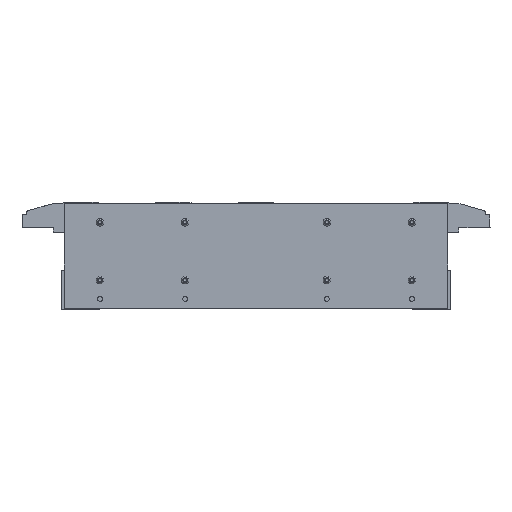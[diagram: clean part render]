
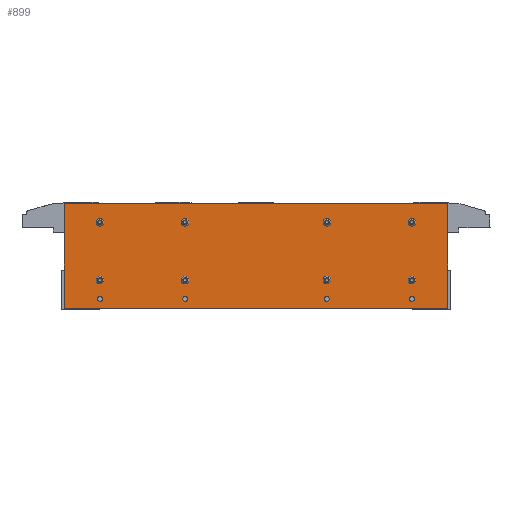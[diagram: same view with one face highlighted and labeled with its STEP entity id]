
A CAD part, top view. The second image highlights one B-rep face of the part: STEP entity #899.
In plain terms, the highlighted planar face has unit normal (0, 0, 1).
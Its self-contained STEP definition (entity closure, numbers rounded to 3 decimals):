
#70=AXIS2_PLACEMENT_3D('Circle Axis2P3D',#68,#69,$) ;
#87=AXIS2_PLACEMENT_3D('Circle Axis2P3D',#85,#86,$) ;
#127=AXIS2_PLACEMENT_3D('Circle Axis2P3D',#125,#126,$) ;
#144=AXIS2_PLACEMENT_3D('Circle Axis2P3D',#142,#143,$) ;
#184=AXIS2_PLACEMENT_3D('Circle Axis2P3D',#182,#183,$) ;
#201=AXIS2_PLACEMENT_3D('Circle Axis2P3D',#199,#200,$) ;
#241=AXIS2_PLACEMENT_3D('Circle Axis2P3D',#239,#240,$) ;
#258=AXIS2_PLACEMENT_3D('Circle Axis2P3D',#256,#257,$) ;
#298=AXIS2_PLACEMENT_3D('Circle Axis2P3D',#296,#297,$) ;
#315=AXIS2_PLACEMENT_3D('Circle Axis2P3D',#313,#314,$) ;
#355=AXIS2_PLACEMENT_3D('Circle Axis2P3D',#353,#354,$) ;
#372=AXIS2_PLACEMENT_3D('Circle Axis2P3D',#370,#371,$) ;
#389=AXIS2_PLACEMENT_3D('Circle Axis2P3D',#387,#388,$) ;
#424=AXIS2_PLACEMENT_3D('Circle Axis2P3D',#422,#423,$) ;
#446=AXIS2_PLACEMENT_3D('Circle Axis2P3D',#444,#445,$) ;
#481=AXIS2_PLACEMENT_3D('Circle Axis2P3D',#479,#480,$) ;
#503=AXIS2_PLACEMENT_3D('Circle Axis2P3D',#501,#502,$) ;
#538=AXIS2_PLACEMENT_3D('Circle Axis2P3D',#536,#537,$) ;
#560=AXIS2_PLACEMENT_3D('Circle Axis2P3D',#558,#559,$) ;
#595=AXIS2_PLACEMENT_3D('Circle Axis2P3D',#593,#594,$) ;
#617=AXIS2_PLACEMENT_3D('Circle Axis2P3D',#615,#616,$) ;
#652=AXIS2_PLACEMENT_3D('Circle Axis2P3D',#650,#651,$) ;
#674=AXIS2_PLACEMENT_3D('Circle Axis2P3D',#672,#673,$) ;
#709=AXIS2_PLACEMENT_3D('Circle Axis2P3D',#707,#708,$) ;
#815=AXIS2_PLACEMENT_3D('Plane Axis2P3D',#812,#813,#814) ;
#51=CARTESIAN_POINT('Vertex',(72.806,31.199,5.)) ;
#65=CARTESIAN_POINT('Vertex',(77.194,28.801,5.)) ;
#68=CARTESIAN_POINT('Axis2P3D Location',(75.,30.,5.)) ;
#85=CARTESIAN_POINT('Axis2P3D Location',(75.,30.,5.)) ;
#108=CARTESIAN_POINT('Vertex',(77.194,89.801,5.)) ;
#122=CARTESIAN_POINT('Vertex',(72.806,92.199,5.)) ;
#125=CARTESIAN_POINT('Axis2P3D Location',(75.,91.,5.)) ;
#142=CARTESIAN_POINT('Axis2P3D Location',(75.,91.,5.)) ;
#165=CARTESIAN_POINT('Vertex',(72.806,11.199,5.)) ;
#179=CARTESIAN_POINT('Vertex',(77.194,8.801,5.)) ;
#182=CARTESIAN_POINT('Axis2P3D Location',(75.,10.,5.)) ;
#199=CARTESIAN_POINT('Axis2P3D Location',(75.,10.,5.)) ;
#222=CARTESIAN_POINT('Vertex',(162.806,31.199,5.)) ;
#236=CARTESIAN_POINT('Vertex',(167.194,28.801,5.)) ;
#239=CARTESIAN_POINT('Axis2P3D Location',(165.,30.,5.)) ;
#256=CARTESIAN_POINT('Axis2P3D Location',(165.,30.,5.)) ;
#279=CARTESIAN_POINT('Vertex',(162.806,11.199,5.)) ;
#293=CARTESIAN_POINT('Vertex',(167.194,8.801,5.)) ;
#296=CARTESIAN_POINT('Axis2P3D Location',(165.,10.,5.)) ;
#313=CARTESIAN_POINT('Axis2P3D Location',(165.,10.,5.)) ;
#336=CARTESIAN_POINT('Vertex',(162.806,92.199,5.)) ;
#350=CARTESIAN_POINT('Vertex',(167.194,89.801,5.)) ;
#353=CARTESIAN_POINT('Axis2P3D Location',(165.,91.,5.)) ;
#370=CARTESIAN_POINT('Axis2P3D Location',(165.,91.,5.)) ;
#387=CARTESIAN_POINT('Axis2P3D Location',(-75.,30.,5.)) ;
#391=CARTESIAN_POINT('Vertex',(-77.194,28.801,5.)) ;
#393=CARTESIAN_POINT('Vertex',(-72.806,31.199,5.)) ;
#422=CARTESIAN_POINT('Axis2P3D Location',(-75.,30.,5.)) ;
#444=CARTESIAN_POINT('Axis2P3D Location',(-75.,91.,5.)) ;
#448=CARTESIAN_POINT('Vertex',(-72.806,92.199,5.)) ;
#450=CARTESIAN_POINT('Vertex',(-77.194,89.801,5.)) ;
#479=CARTESIAN_POINT('Axis2P3D Location',(-75.,91.,5.)) ;
#501=CARTESIAN_POINT('Axis2P3D Location',(-75.,10.,5.)) ;
#505=CARTESIAN_POINT('Vertex',(-77.194,8.801,5.)) ;
#507=CARTESIAN_POINT('Vertex',(-72.806,11.199,5.)) ;
#536=CARTESIAN_POINT('Axis2P3D Location',(-75.,10.,5.)) ;
#558=CARTESIAN_POINT('Axis2P3D Location',(-165.,30.,5.)) ;
#562=CARTESIAN_POINT('Vertex',(-167.194,28.801,5.)) ;
#564=CARTESIAN_POINT('Vertex',(-162.806,31.199,5.)) ;
#593=CARTESIAN_POINT('Axis2P3D Location',(-165.,30.,5.)) ;
#615=CARTESIAN_POINT('Axis2P3D Location',(-165.,10.,5.)) ;
#619=CARTESIAN_POINT('Vertex',(-167.194,8.801,5.)) ;
#621=CARTESIAN_POINT('Vertex',(-162.806,11.199,5.)) ;
#650=CARTESIAN_POINT('Axis2P3D Location',(-165.,10.,5.)) ;
#672=CARTESIAN_POINT('Axis2P3D Location',(-165.,91.,5.)) ;
#676=CARTESIAN_POINT('Vertex',(-167.194,89.801,5.)) ;
#678=CARTESIAN_POINT('Vertex',(-162.806,92.199,5.)) ;
#707=CARTESIAN_POINT('Axis2P3D Location',(-165.,91.,5.)) ;
#812=CARTESIAN_POINT('Axis2P3D Location',(0.,0.,5.)) ;
#817=CARTESIAN_POINT('Line Origine',(203.,55.5,5.)) ;
#821=CARTESIAN_POINT('Vertex',(203.,0.,5.)) ;
#823=CARTESIAN_POINT('Vertex',(203.,111.,5.)) ;
#826=CARTESIAN_POINT('Line Origine',(0.,111.,5.)) ;
#830=CARTESIAN_POINT('Vertex',(-203.,111.,5.)) ;
#833=CARTESIAN_POINT('Line Origine',(-203.,55.5,5.)) ;
#837=CARTESIAN_POINT('Vertex',(-203.,0.,5.)) ;
#840=CARTESIAN_POINT('Line Origine',(0.,0.,5.)) ;
#69=DIRECTION('Axis2P3D Direction',(0.,0.,-1.)) ;
#86=DIRECTION('Axis2P3D Direction',(0.,0.,-1.)) ;
#126=DIRECTION('Axis2P3D Direction',(0.,-0.,-1.)) ;
#143=DIRECTION('Axis2P3D Direction',(0.,-0.,-1.)) ;
#183=DIRECTION('Axis2P3D Direction',(0.,0.,-1.)) ;
#200=DIRECTION('Axis2P3D Direction',(0.,0.,-1.)) ;
#240=DIRECTION('Axis2P3D Direction',(0.,0.,-1.)) ;
#257=DIRECTION('Axis2P3D Direction',(0.,0.,-1.)) ;
#297=DIRECTION('Axis2P3D Direction',(0.,0.,-1.)) ;
#314=DIRECTION('Axis2P3D Direction',(0.,0.,-1.)) ;
#354=DIRECTION('Axis2P3D Direction',(0.,0.,-1.)) ;
#371=DIRECTION('Axis2P3D Direction',(0.,0.,-1.)) ;
#388=DIRECTION('Axis2P3D Direction',(0.,0.,1.)) ;
#423=DIRECTION('Axis2P3D Direction',(0.,0.,1.)) ;
#445=DIRECTION('Axis2P3D Direction',(0.,0.,1.)) ;
#480=DIRECTION('Axis2P3D Direction',(0.,0.,1.)) ;
#502=DIRECTION('Axis2P3D Direction',(0.,0.,1.)) ;
#537=DIRECTION('Axis2P3D Direction',(0.,0.,1.)) ;
#559=DIRECTION('Axis2P3D Direction',(0.,0.,1.)) ;
#594=DIRECTION('Axis2P3D Direction',(0.,0.,1.)) ;
#616=DIRECTION('Axis2P3D Direction',(0.,0.,1.)) ;
#651=DIRECTION('Axis2P3D Direction',(0.,0.,1.)) ;
#673=DIRECTION('Axis2P3D Direction',(0.,0.,1.)) ;
#708=DIRECTION('Axis2P3D Direction',(0.,0.,1.)) ;
#813=DIRECTION('Axis2P3D Direction',(0.,0.,1.)) ;
#814=DIRECTION('Axis2P3D XDirection',(1.,0.,0.)) ;
#818=DIRECTION('Vector Direction',(0.,1.,0.)) ;
#827=DIRECTION('Vector Direction',(-1.,0.,0.)) ;
#834=DIRECTION('Vector Direction',(0.,1.,0.)) ;
#841=DIRECTION('Vector Direction',(1.,0.,0.)) ;
#819=VECTOR('Line Direction',#818,1.) ;
#828=VECTOR('Line Direction',#827,1.) ;
#835=VECTOR('Line Direction',#834,1.) ;
#842=VECTOR('Line Direction',#841,1.) ;
#846=ORIENTED_EDGE('',*,*,#825,.T.) ;
#847=ORIENTED_EDGE('',*,*,#832,.F.) ;
#848=ORIENTED_EDGE('',*,*,#839,.F.) ;
#849=ORIENTED_EDGE('',*,*,#844,.F.) ;
#852=ORIENTED_EDGE('',*,*,#680,.T.) ;
#853=ORIENTED_EDGE('',*,*,#711,.T.) ;
#856=ORIENTED_EDGE('',*,*,#509,.T.) ;
#857=ORIENTED_EDGE('',*,*,#540,.T.) ;
#860=ORIENTED_EDGE('',*,*,#452,.T.) ;
#861=ORIENTED_EDGE('',*,*,#483,.T.) ;
#864=ORIENTED_EDGE('',*,*,#395,.T.) ;
#865=ORIENTED_EDGE('',*,*,#426,.T.) ;
#868=ORIENTED_EDGE('',*,*,#654,.T.) ;
#869=ORIENTED_EDGE('',*,*,#623,.T.) ;
#872=ORIENTED_EDGE('',*,*,#566,.T.) ;
#873=ORIENTED_EDGE('',*,*,#597,.T.) ;
#876=ORIENTED_EDGE('',*,*,#357,.F.) ;
#877=ORIENTED_EDGE('',*,*,#374,.F.) ;
#880=ORIENTED_EDGE('',*,*,#300,.F.) ;
#881=ORIENTED_EDGE('',*,*,#317,.F.) ;
#884=ORIENTED_EDGE('',*,*,#243,.F.) ;
#885=ORIENTED_EDGE('',*,*,#260,.F.) ;
#888=ORIENTED_EDGE('',*,*,#186,.F.) ;
#889=ORIENTED_EDGE('',*,*,#203,.F.) ;
#892=ORIENTED_EDGE('',*,*,#129,.F.) ;
#893=ORIENTED_EDGE('',*,*,#146,.F.) ;
#896=ORIENTED_EDGE('',*,*,#72,.F.) ;
#897=ORIENTED_EDGE('',*,*,#89,.F.) ;
#854=FACE_BOUND('',#851,.T.) ;
#858=FACE_BOUND('',#855,.T.) ;
#862=FACE_BOUND('',#859,.T.) ;
#866=FACE_BOUND('',#863,.T.) ;
#870=FACE_BOUND('',#867,.T.) ;
#874=FACE_BOUND('',#871,.T.) ;
#878=FACE_BOUND('',#875,.T.) ;
#882=FACE_BOUND('',#879,.T.) ;
#886=FACE_BOUND('',#883,.T.) ;
#890=FACE_BOUND('',#887,.T.) ;
#894=FACE_BOUND('',#891,.T.) ;
#898=FACE_BOUND('',#895,.T.) ;
#899=ADVANCED_FACE('Hauptkoerper nicht benutzen',(#850,#854,#858,#862,#866,#870,#874,#878,#882,#886,#890,#894,#898),#816,.T.) ;
#71=CIRCLE('generated circle',#70,2.5) ;
#88=CIRCLE('generated circle',#87,2.5) ;
#128=CIRCLE('generated circle',#127,2.5) ;
#145=CIRCLE('generated circle',#144,2.5) ;
#185=CIRCLE('generated circle',#184,2.5) ;
#202=CIRCLE('generated circle',#201,2.5) ;
#242=CIRCLE('generated circle',#241,2.5) ;
#259=CIRCLE('generated circle',#258,2.5) ;
#299=CIRCLE('generated circle',#298,2.5) ;
#316=CIRCLE('generated circle',#315,2.5) ;
#356=CIRCLE('generated circle',#355,2.5) ;
#373=CIRCLE('generated circle',#372,2.5) ;
#390=CIRCLE('generated circle',#389,2.5) ;
#425=CIRCLE('generated circle',#424,2.5) ;
#447=CIRCLE('generated circle',#446,2.5) ;
#482=CIRCLE('generated circle',#481,2.5) ;
#504=CIRCLE('generated circle',#503,2.5) ;
#539=CIRCLE('generated circle',#538,2.5) ;
#561=CIRCLE('generated circle',#560,2.5) ;
#596=CIRCLE('generated circle',#595,2.5) ;
#618=CIRCLE('generated circle',#617,2.5) ;
#653=CIRCLE('generated circle',#652,2.5) ;
#675=CIRCLE('generated circle',#674,2.5) ;
#710=CIRCLE('generated circle',#709,2.5) ;
#72=EDGE_CURVE('',#66,#52,#71,.F.) ;
#89=EDGE_CURVE('',#52,#66,#88,.F.) ;
#129=EDGE_CURVE('',#123,#109,#128,.F.) ;
#146=EDGE_CURVE('',#109,#123,#145,.F.) ;
#186=EDGE_CURVE('',#180,#166,#185,.F.) ;
#203=EDGE_CURVE('',#166,#180,#202,.F.) ;
#243=EDGE_CURVE('',#237,#223,#242,.F.) ;
#260=EDGE_CURVE('',#223,#237,#259,.F.) ;
#300=EDGE_CURVE('',#294,#280,#299,.F.) ;
#317=EDGE_CURVE('',#280,#294,#316,.F.) ;
#357=EDGE_CURVE('',#351,#337,#356,.F.) ;
#374=EDGE_CURVE('',#337,#351,#373,.F.) ;
#395=EDGE_CURVE('',#392,#394,#390,.F.) ;
#426=EDGE_CURVE('',#394,#392,#425,.F.) ;
#452=EDGE_CURVE('',#449,#451,#447,.F.) ;
#483=EDGE_CURVE('',#451,#449,#482,.F.) ;
#509=EDGE_CURVE('',#506,#508,#504,.F.) ;
#540=EDGE_CURVE('',#508,#506,#539,.F.) ;
#566=EDGE_CURVE('',#563,#565,#561,.F.) ;
#597=EDGE_CURVE('',#565,#563,#596,.F.) ;
#623=EDGE_CURVE('',#620,#622,#618,.F.) ;
#654=EDGE_CURVE('',#622,#620,#653,.F.) ;
#680=EDGE_CURVE('',#677,#679,#675,.F.) ;
#711=EDGE_CURVE('',#679,#677,#710,.F.) ;
#825=EDGE_CURVE('',#822,#824,#820,.T.) ;
#832=EDGE_CURVE('',#831,#824,#829,.F.) ;
#839=EDGE_CURVE('',#838,#831,#836,.T.) ;
#844=EDGE_CURVE('',#822,#838,#843,.F.) ;
#845=EDGE_LOOP('',(#846,#847,#848,#849)) ;
#851=EDGE_LOOP('',(#852,#853)) ;
#855=EDGE_LOOP('',(#856,#857)) ;
#859=EDGE_LOOP('',(#860,#861)) ;
#863=EDGE_LOOP('',(#864,#865)) ;
#867=EDGE_LOOP('',(#868,#869)) ;
#871=EDGE_LOOP('',(#872,#873)) ;
#875=EDGE_LOOP('',(#876,#877)) ;
#879=EDGE_LOOP('',(#880,#881)) ;
#883=EDGE_LOOP('',(#884,#885)) ;
#887=EDGE_LOOP('',(#888,#889)) ;
#891=EDGE_LOOP('',(#892,#893)) ;
#895=EDGE_LOOP('',(#896,#897)) ;
#850=FACE_OUTER_BOUND('',#845,.T.) ;
#820=LINE('Line',#817,#819) ;
#829=LINE('Line',#826,#828) ;
#836=LINE('Line',#833,#835) ;
#843=LINE('Line',#840,#842) ;
#816=PLANE('',#815) ;
#52=VERTEX_POINT('',#51) ;
#66=VERTEX_POINT('',#65) ;
#109=VERTEX_POINT('',#108) ;
#123=VERTEX_POINT('',#122) ;
#166=VERTEX_POINT('',#165) ;
#180=VERTEX_POINT('',#179) ;
#223=VERTEX_POINT('',#222) ;
#237=VERTEX_POINT('',#236) ;
#280=VERTEX_POINT('',#279) ;
#294=VERTEX_POINT('',#293) ;
#337=VERTEX_POINT('',#336) ;
#351=VERTEX_POINT('',#350) ;
#392=VERTEX_POINT('',#391) ;
#394=VERTEX_POINT('',#393) ;
#449=VERTEX_POINT('',#448) ;
#451=VERTEX_POINT('',#450) ;
#506=VERTEX_POINT('',#505) ;
#508=VERTEX_POINT('',#507) ;
#563=VERTEX_POINT('',#562) ;
#565=VERTEX_POINT('',#564) ;
#620=VERTEX_POINT('',#619) ;
#622=VERTEX_POINT('',#621) ;
#677=VERTEX_POINT('',#676) ;
#679=VERTEX_POINT('',#678) ;
#822=VERTEX_POINT('',#821) ;
#824=VERTEX_POINT('',#823) ;
#831=VERTEX_POINT('',#830) ;
#838=VERTEX_POINT('',#837) ;
